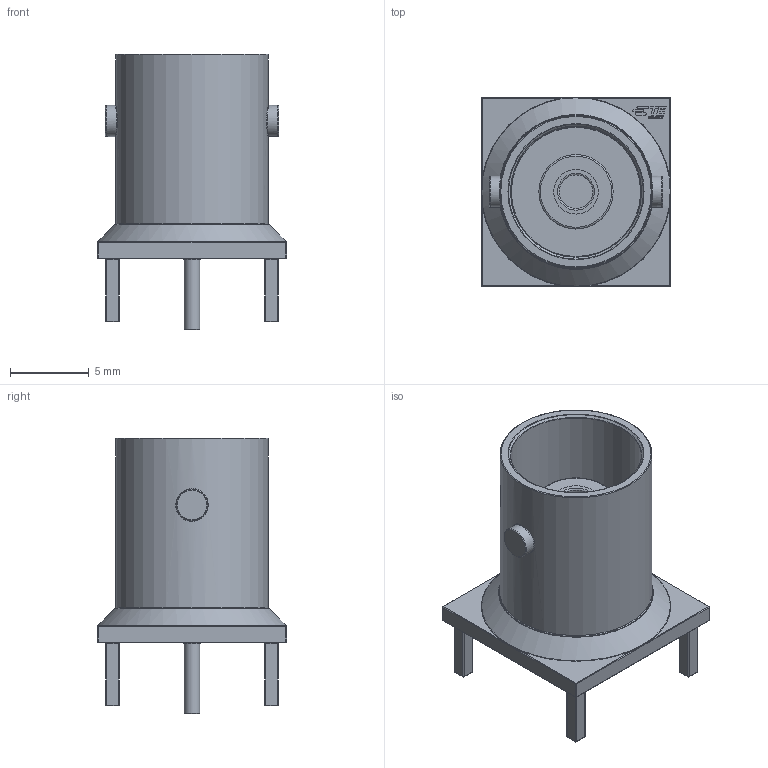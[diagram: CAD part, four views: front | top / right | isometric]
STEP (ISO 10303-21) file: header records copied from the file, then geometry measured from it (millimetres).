
FILE_DESCRIPTION(/* description */ (''),/* implementation_level */ '2;1');
FILE_NAME(/* name */ '1-1337445-0.stp',/* time_stamp */ '2020-09-10T21:20:32+02:00',/* author */ ('khaled'),/* organization */ (''),/* preprocessor_version */ 'ST-DEVELOPER v17.2',/* originating_system */ 'Autodesk Inventor 2019',/* authorisation */ '');
FILE_SCHEMA (('AUTOMOTIVE_DESIGN { 1 0 10303 214 3 1 1 }'));
Length unit declared in the file: millimetre
Products named in the file (7): 1-1337445-0; 1`; 1; 2; 3; 4; TE Connectivity
Assembly tree (6 placements, depth 3):
  1-1337445-0
    1`
      1
      2
      3
      4
    TE Connectivity
Bounding box: 12 x 12 x 17.5 mm (x, y, z)
Volume: 711.7 mm3; surface area: 1241.6 mm2
Topology: 22 solids, 22 shells, 463 faces, 1104 edges, 699 vertices
Faces by surface type: plane 190, bspline 126, cylinder 84, torus 37, sphere 24, cone 2
Full cylindrical faces by diameter (mm): 1 x1, 1.736 x2, 1.98 x2, 2.135 x1, 2.297 x2, 2.833 x2, 3.616 x2, 4.72 x1, 8.3 x1, 9.65 x1
Entity records: 16645 total; most frequent: CARTESIAN_POINT 5956, ORIENTED_EDGE 2208, DIRECTION 2052, EDGE_CURVE 1104, AXIS2_PLACEMENT_3D 739, VERTEX_POINT 699, LINE 574, VECTOR 574
